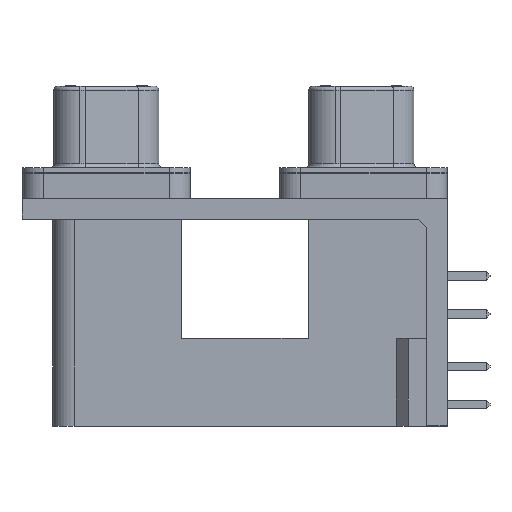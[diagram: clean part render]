
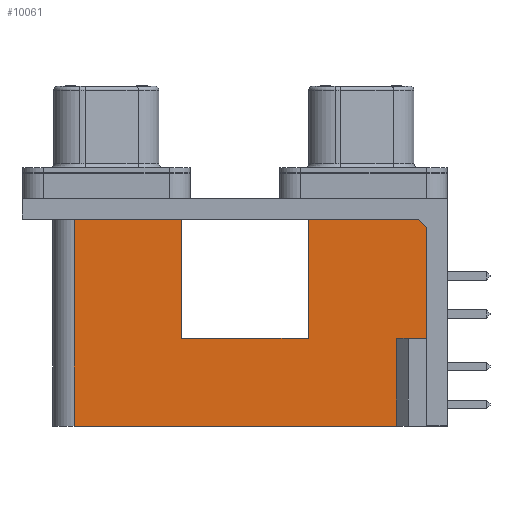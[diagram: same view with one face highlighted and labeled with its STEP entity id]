
A CAD part, left-side view. The second image highlights one B-rep face of the part: STEP entity #10061.
In plain terms, the highlighted planar face has unit normal (-1, 0, 0).
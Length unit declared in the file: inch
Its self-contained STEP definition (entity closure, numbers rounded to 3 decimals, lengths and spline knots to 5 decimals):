
#1115 = VERTEX_POINT ( 'NONE', #33443 ) ;
#1227 = CARTESIAN_POINT ( 'NONE',  ( 0.257, -0.756, -0.502 ) ) ;
#1253 = CARTESIAN_POINT ( 'NONE',  ( 0.257, 0.3415, 0.38882 ) ) ;
#1418 = VERTEX_POINT ( 'NONE', #19812 ) ;
#1502 = DIRECTION ( 'NONE',  ( 0., -1., 0. ) ) ;
#1741 = VERTEX_POINT ( 'NONE', #15788 ) ;
#1862 = EDGE_CURVE ( 'NONE', #38372, #11727, #4929, .T. ) ;
#1901 = DIRECTION ( 'NONE',  ( 0., -1., 0. ) ) ;
#2176 = VERTEX_POINT ( 'NONE', #35315 ) ;
#3345 = EDGE_CURVE ( 'NONE', #1741, #6546, #20994, .T. ) ;
#3530 = LINE ( 'NONE', #14543, #28575 ) ;
#4275 = DIRECTION ( 'NONE',  ( 0., 0., -1. ) ) ;
#4566 = EDGE_LOOP ( 'NONE', ( #10188, #19238, #13228, #25115, #34802, #12374, #30937, #18843, #28670, #33797 ) ) ;
#4929 = LINE ( 'NONE', #32939, #38303 ) ;
#5565 = CARTESIAN_POINT ( 'NONE',  ( 0.257, 0.025, -0.502 ) ) ;
#5966 = VERTEX_POINT ( 'NONE', #5565 ) ;
#6546 = VERTEX_POINT ( 'NONE', #15368 ) ;
#8685 = EDGE_CURVE ( 'NONE', #38372, #6546, #29846, .T. ) ;
#8788 = EDGE_CURVE ( 'NONE', #1418, #5966, #12190, .T. ) ;
#9053 = VECTOR ( 'NONE', #39976, 39.37008 ) ;
#9159 = CARTESIAN_POINT ( 'NONE',  ( 0.257, -0.606, -0.502 ) ) ;
#10061 = ADVANCED_FACE ( 'NONE', ( #33716 ), #31326, .F. ) ;
#10188 = ORIENTED_EDGE ( 'NONE', *, *, #19253, .F. ) ;
#10688 = DIRECTION ( 'NONE',  ( 0., 0., -1. ) ) ;
#10788 = CARTESIAN_POINT ( 'NONE',  ( 0.257, 0.404, -0.76 ) ) ;
#11727 = VERTEX_POINT ( 'NONE', #18555 ) ;
#12190 = LINE ( 'NONE', #1227, #25931 ) ;
#12374 = ORIENTED_EDGE ( 'NONE', *, *, #36740, .F. ) ;
#12650 = CARTESIAN_POINT ( 'NONE',  ( 0.257, 0.404, 0.38882 ) ) ;
#13228 = ORIENTED_EDGE ( 'NONE', *, *, #3345, .T. ) ;
#13835 = DIRECTION ( 'NONE',  ( 0., 1., 0. ) ) ;
#14008 = CARTESIAN_POINT ( 'NONE',  ( 0.257, -0.346, 2.15771 ) ) ;
#14543 = CARTESIAN_POINT ( 'NONE',  ( 0.257, 0.404, -0.09 ) ) ;
#15368 = CARTESIAN_POINT ( 'NONE',  ( 0.257, -0.606, -0.76 ) ) ;
#15788 = CARTESIAN_POINT ( 'NONE',  ( 0.257, 0.3415, -0.76 ) ) ;
#15790 = DIRECTION ( 'NONE',  ( 0., 0., -1. ) ) ;
#16284 = CARTESIAN_POINT ( 'NONE',  ( 0.257, -0.756, -0.09 ) ) ;
#16671 = EDGE_CURVE ( 'NONE', #17610, #5966, #26303, .T. ) ;
#17037 = EDGE_CURVE ( 'NONE', #1115, #1741, #30745, .T. ) ;
#17610 = VERTEX_POINT ( 'NONE', #20806 ) ;
#17841 = LINE ( 'NONE', #14008, #25241 ) ;
#17943 = VECTOR ( 'NONE', #36684, 39.37008 ) ;
#18555 = CARTESIAN_POINT ( 'NONE',  ( 0.257, -0.756, -0.502 ) ) ;
#18843 = ORIENTED_EDGE ( 'NONE', *, *, #30638, .T. ) ;
#19200 = DIRECTION ( 'NONE',  ( 0., 0., -1. ) ) ;
#19238 = ORIENTED_EDGE ( 'NONE', *, *, #17037, .T. ) ;
#19253 = EDGE_CURVE ( 'NONE', #1115, #17610, #3530, .T. ) ;
#19812 = CARTESIAN_POINT ( 'NONE',  ( 0.257, -0.346, -0.502 ) ) ;
#20481 = VECTOR ( 'NONE', #19200, 39.37008 ) ;
#20806 = CARTESIAN_POINT ( 'NONE',  ( 0.257, 0.025, -0.09 ) ) ;
#20994 = LINE ( 'NONE', #10788, #28380 ) ;
#22584 = DIRECTION ( 'NONE',  ( 0., -1., 0. ) ) ;
#25115 = ORIENTED_EDGE ( 'NONE', *, *, #8685, .F. ) ;
#25241 = VECTOR ( 'NONE', #26510, 39.37008 ) ;
#25931 = VECTOR ( 'NONE', #13835, 39.37008 ) ;
#25949 = CARTESIAN_POINT ( 'NONE',  ( 0.257, -0.606, -0.34701 ) ) ;
#26258 = VERTEX_POINT ( 'NONE', #16284 ) ;
#26303 = LINE ( 'NONE', #33416, #17943 ) ;
#26510 = DIRECTION ( 'NONE',  ( 0., 0., -1. ) ) ;
#28380 = VECTOR ( 'NONE', #22584, 39.37008 ) ;
#28575 = VECTOR ( 'NONE', #1901, 39.37008 ) ;
#28670 = ORIENTED_EDGE ( 'NONE', *, *, #8788, .T. ) ;
#29760 = VECTOR ( 'NONE', #4275, 39.37008 ) ;
#29846 = LINE ( 'NONE', #25949, #20481 ) ;
#30638 = EDGE_CURVE ( 'NONE', #2176, #1418, #17841, .T. ) ;
#30745 = LINE ( 'NONE', #1253, #29760 ) ;
#30937 = ORIENTED_EDGE ( 'NONE', *, *, #38976, .F. ) ;
#31183 = AXIS2_PLACEMENT_3D ( 'NONE', #12650, #34618, #15790 ) ;
#31326 = PLANE ( 'NONE',  #31183 ) ;
#31348 = LINE ( 'NONE', #38938, #38683 ) ;
#32939 = CARTESIAN_POINT ( 'NONE',  ( 0.257, -0.756, -0.502 ) ) ;
#33416 = CARTESIAN_POINT ( 'NONE',  ( 0.257, 0.025, -0.76 ) ) ;
#33443 = CARTESIAN_POINT ( 'NONE',  ( 0.257, 0.3415, -0.09 ) ) ;
#33716 = FACE_OUTER_BOUND ( 'NONE', #4566, .T. ) ;
#33797 = ORIENTED_EDGE ( 'NONE', *, *, #16671, .F. ) ;
#34618 = DIRECTION ( 'NONE',  ( 1., 0., 0. ) ) ;
#34802 = ORIENTED_EDGE ( 'NONE', *, *, #1862, .T. ) ;
#35315 = CARTESIAN_POINT ( 'NONE',  ( 0.257, -0.346, -0.09 ) ) ;
#36684 = DIRECTION ( 'NONE',  ( 0., 0., -1. ) ) ;
#36740 = EDGE_CURVE ( 'NONE', #26258, #11727, #31348, .T. ) ;
#36818 = CARTESIAN_POINT ( 'NONE',  ( 0.257, -0.756, -0.09 ) ) ;
#38303 = VECTOR ( 'NONE', #1502, 39.37008 ) ;
#38372 = VERTEX_POINT ( 'NONE', #9159 ) ;
#38683 = VECTOR ( 'NONE', #10688, 39.37008 ) ;
#38938 = CARTESIAN_POINT ( 'NONE',  ( 0.257, -0.756, 2.15771 ) ) ;
#38976 = EDGE_CURVE ( 'NONE', #2176, #26258, #40487, .T. ) ;
#39976 = DIRECTION ( 'NONE',  ( 0., -1., 0. ) ) ;
#40487 = LINE ( 'NONE', #36818, #9053 ) ;
